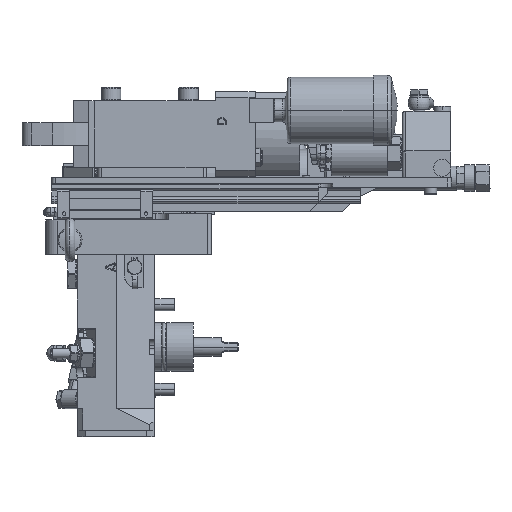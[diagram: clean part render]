
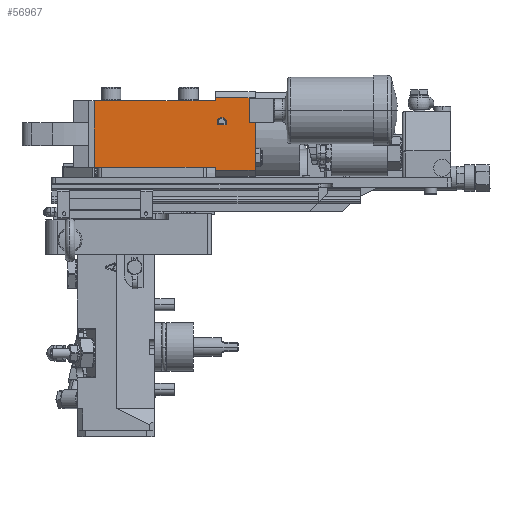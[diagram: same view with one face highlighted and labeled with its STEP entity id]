
A CAD part, front view. The second image highlights one B-rep face of the part: STEP entity #56967.
In plain terms, the highlighted planar face has unit normal (0, -1, 0).
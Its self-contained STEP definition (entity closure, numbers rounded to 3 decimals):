
#165=DIRECTION('',(0.,0.,1.));
#166=VECTOR('',#165,55.);
#167=CARTESIAN_POINT('',(-50.,-66.,148.5));
#168=LINE('',#167,#166);
#169=DIRECTION('',(1.,0.,0.));
#170=VECTOR('',#169,33.);
#171=CARTESIAN_POINT('',(50.,-66.,206.));
#172=LINE('',#171,#170);
#173=DIRECTION('',(0.,0.,1.));
#174=VECTOR('',#173,0.5);
#175=CARTESIAN_POINT('',(83.,-66.,205.5));
#176=LINE('',#175,#174);
#177=DIRECTION('',(0.,0.,1.));
#178=VECTOR('',#177,39.5);
#179=CARTESIAN_POINT('',(83.,-66.,146.));
#180=LINE('',#179,#178);
#181=DIRECTION('',(-1.,0.,0.));
#182=VECTOR('',#181,33.);
#183=CARTESIAN_POINT('',(83.,-66.,146.));
#184=LINE('',#183,#182);
#185=DIRECTION('',(0.,0.,-1.));
#186=VECTOR('',#185,3.5);
#187=CARTESIAN_POINT('',(52.,-66.,187.));
#188=LINE('',#187,#186);
#189=DIRECTION('',(1.,0.,0.));
#190=VECTOR('',#189,7.);
#191=CARTESIAN_POINT('',(52.,-66.,183.5));
#192=LINE('',#191,#190);
#193=DIRECTION('',(0.,0.,1.));
#194=VECTOR('',#193,3.5);
#195=CARTESIAN_POINT('',(59.,-66.,183.5));
#196=LINE('',#195,#194);
#197=DIRECTION('',(-0.2,0.,0.98));
#198=VECTOR('',#197,0.744);
#199=CARTESIAN_POINT('',(59.,-66.,187.));
#200=LINE('',#199,#198);
#201=DIRECTION('',(-0.455,0.,0.891));
#202=VECTOR('',#201,0.655);
#203=CARTESIAN_POINT('',(58.851,-66.,187.729));
#204=LINE('',#203,#202);
#205=DIRECTION('',(-0.715,0.,0.7));
#206=VECTOR('',#205,0.834);
#207=CARTESIAN_POINT('',(58.553,-66.,188.313));
#208=LINE('',#207,#206);
#209=DIRECTION('',(-0.898,0.,0.44));
#210=VECTOR('',#209,0.663);
#211=CARTESIAN_POINT('',(57.957,-66.,188.896));
#212=LINE('',#211,#210);
#213=DIRECTION('',(-0.981,0.,0.192));
#214=VECTOR('',#213,0.759);
#215=CARTESIAN_POINT('',(57.362,-66.,189.188));
#216=LINE('',#215,#214);
#217=DIRECTION('',(-1.,0.,0.));
#218=VECTOR('',#217,2.234);
#219=CARTESIAN_POINT('',(56.617,-66.,189.333));
#220=LINE('',#219,#218);
#221=DIRECTION('',(-0.981,0.,-0.192));
#222=VECTOR('',#221,0.759);
#223=CARTESIAN_POINT('',(54.383,-66.,189.333));
#224=LINE('',#223,#222);
#225=DIRECTION('',(-0.898,0.,-0.44));
#226=VECTOR('',#225,0.663);
#227=CARTESIAN_POINT('',(53.638,-66.,189.188));
#228=LINE('',#227,#226);
#229=DIRECTION('',(-0.715,0.,-0.7));
#230=VECTOR('',#229,0.834);
#231=CARTESIAN_POINT('',(53.043,-66.,188.896));
#232=LINE('',#231,#230);
#233=DIRECTION('',(-0.455,0.,-0.891));
#234=VECTOR('',#233,0.655);
#235=CARTESIAN_POINT('',(52.447,-66.,188.313));
#236=LINE('',#235,#234);
#237=DIRECTION('',(-0.2,0.,-0.98));
#238=VECTOR('',#237,0.744);
#239=CARTESIAN_POINT('',(52.149,-66.,187.729));
#240=LINE('',#239,#238);
#281=DIRECTION('',(1.,0.,0.));
#282=VECTOR('',#281,3.);
#283=CARTESIAN_POINT('',(-50.,-66.,148.5));
#284=LINE('',#283,#282);
#309=DIRECTION('',(-1.,0.,0.));
#310=VECTOR('',#309,90.);
#311=CARTESIAN_POINT('',(43.,-66.,148.5));
#312=LINE('',#311,#310);
#379=DIRECTION('',(1.,0.,0.));
#380=VECTOR('',#379,7.);
#381=CARTESIAN_POINT('',(43.,-66.,148.5));
#382=LINE('',#381,#380);
#395=DIRECTION('',(0.,0.,1.));
#396=VECTOR('',#395,2.5);
#397=CARTESIAN_POINT('',(50.,-66.,146.));
#398=LINE('',#397,#396);
#1219=DIRECTION('',(0.,0.,1.));
#1220=VECTOR('',#1219,20.);
#1221=CARTESIAN_POINT('',(83.,-66.,185.5));
#1222=LINE('',#1221,#1220);
#1999=DIRECTION('',(0.,0.,1.));
#2000=VECTOR('',#1999,2.5);
#2001=CARTESIAN_POINT('',(50.,-66.,203.5));
#2002=LINE('',#2001,#2000);
#8981=DIRECTION('',(1.,0.,0.));
#8982=VECTOR('',#8981,10.338);
#8983=CARTESIAN_POINT('',(-50.,-66.,203.5));
#8984=LINE('',#8983,#8982);
#9061=DIRECTION('',(1.,0.,0.));
#9062=VECTOR('',#9061,18.338);
#9063=CARTESIAN_POINT('',(31.662,-66.,203.5));
#9064=LINE('',#9063,#9062);
#9065=DIRECTION('',(1.,0.,0.));
#9066=VECTOR('',#9065,56.676);
#9067=CARTESIAN_POINT('',(-32.338,-66.,203.5));
#9068=LINE('',#9067,#9066);
#9107=DIRECTION('',(1.,0.,0.));
#9108=VECTOR('',#9107,7.324);
#9109=CARTESIAN_POINT('',(-39.662,-66.,203.5));
#9110=LINE('',#9109,#9108);
#12929=DIRECTION('',(1.,0.,0.));
#12930=VECTOR('',#12929,7.324);
#12931=CARTESIAN_POINT('',(24.338,-66.,203.5));
#12932=LINE('',#12931,#12930);
#53710=CARTESIAN_POINT('',(-50.,-66.,148.5));
#53712=VERTEX_POINT('',#53710);
#53722=CARTESIAN_POINT('',(-50.,-66.,203.5));
#53724=VERTEX_POINT('',#53722);
#53761=CARTESIAN_POINT('',(50.,-66.,203.5));
#53763=VERTEX_POINT('',#53761);
#53765=CARTESIAN_POINT('',(50.,-66.,148.5));
#53767=VERTEX_POINT('',#53765);
#53786=CARTESIAN_POINT('',(50.,-66.,146.));
#53788=VERTEX_POINT('',#53786);
#53789=CARTESIAN_POINT('',(83.,-66.,146.));
#53790=VERTEX_POINT('',#53789);
#53794=CARTESIAN_POINT('',(83.,-66.,206.));
#53796=VERTEX_POINT('',#53794);
#53797=CARTESIAN_POINT('',(50.,-66.,206.));
#53798=VERTEX_POINT('',#53797);
#54461=CARTESIAN_POINT('',(52.,-66.,187.));
#54462=CARTESIAN_POINT('',(52.,-66.,183.5));
#54463=VERTEX_POINT('',#54461);
#54464=VERTEX_POINT('',#54462);
#54465=CARTESIAN_POINT('',(59.,-66.,183.5));
#54466=VERTEX_POINT('',#54465);
#54467=CARTESIAN_POINT('',(59.,-66.,187.));
#54468=VERTEX_POINT('',#54467);
#54469=CARTESIAN_POINT('',(58.851,-66.,187.729));
#54470=VERTEX_POINT('',#54469);
#54471=CARTESIAN_POINT('',(58.553,-66.,188.313));
#54472=VERTEX_POINT('',#54471);
#54473=CARTESIAN_POINT('',(57.957,-66.,188.896));
#54474=VERTEX_POINT('',#54473);
#54475=CARTESIAN_POINT('',(57.362,-66.,189.188));
#54476=VERTEX_POINT('',#54475);
#54477=CARTESIAN_POINT('',(56.617,-66.,189.333));
#54478=VERTEX_POINT('',#54477);
#54479=CARTESIAN_POINT('',(54.383,-66.,189.333));
#54480=VERTEX_POINT('',#54479);
#54481=CARTESIAN_POINT('',(53.638,-66.,189.188));
#54482=VERTEX_POINT('',#54481);
#54483=CARTESIAN_POINT('',(53.043,-66.,188.896));
#54484=VERTEX_POINT('',#54483);
#54485=CARTESIAN_POINT('',(52.447,-66.,188.313));
#54486=VERTEX_POINT('',#54485);
#54487=CARTESIAN_POINT('',(52.149,-66.,187.729));
#54488=VERTEX_POINT('',#54487);
#54514=CARTESIAN_POINT('',(43.,-66.,148.5));
#54516=VERTEX_POINT('',#54514);
#54518=CARTESIAN_POINT('',(-47.,-66.,148.5));
#54520=VERTEX_POINT('',#54518);
#54567=CARTESIAN_POINT('',(-39.662,-66.,203.5));
#54568=CARTESIAN_POINT('',(-32.338,-66.,203.5));
#54569=VERTEX_POINT('',#54567);
#54570=VERTEX_POINT('',#54568);
#54583=CARTESIAN_POINT('',(24.338,-66.,203.5));
#54584=CARTESIAN_POINT('',(31.662,-66.,203.5));
#54585=VERTEX_POINT('',#54583);
#54586=VERTEX_POINT('',#54584);
#54675=CARTESIAN_POINT('',(83.,-66.,185.5));
#54676=CARTESIAN_POINT('',(83.,-66.,205.5));
#54677=VERTEX_POINT('',#54675);
#54678=VERTEX_POINT('',#54676);
#56899=CARTESIAN_POINT('',(42.,-66.,186.5));
#56900=DIRECTION('',(0.,1.,0.));
#56901=DIRECTION('',(0.,0.,1.));
#56902=AXIS2_PLACEMENT_3D('',#56899,#56900,#56901);
#56903=PLANE('',#56902);
#56905=ORIENTED_EDGE('',*,*,#56904,.F.);
#56907=ORIENTED_EDGE('',*,*,#56906,.T.);
#56909=ORIENTED_EDGE('',*,*,#56908,.T.);
#56911=ORIENTED_EDGE('',*,*,#56910,.T.);
#56913=ORIENTED_EDGE('',*,*,#56912,.T.);
#56915=ORIENTED_EDGE('',*,*,#56914,.T.);
#56917=ORIENTED_EDGE('',*,*,#56916,.T.);
#56919=ORIENTED_EDGE('',*,*,#56918,.T.);
#56921=ORIENTED_EDGE('',*,*,#56920,.T.);
#56923=ORIENTED_EDGE('',*,*,#56922,.F.);
#56925=ORIENTED_EDGE('',*,*,#56924,.F.);
#56927=ORIENTED_EDGE('',*,*,#56926,.F.);
#56929=ORIENTED_EDGE('',*,*,#56928,.T.);
#56931=ORIENTED_EDGE('',*,*,#56930,.T.);
#56933=ORIENTED_EDGE('',*,*,#56932,.F.);
#56935=ORIENTED_EDGE('',*,*,#56934,.T.);
#56936=EDGE_LOOP('',(#56905,#56907,#56909,#56911,#56913,#56915,#56917,#56919,
#56921,#56923,#56925,#56927,#56929,#56931,#56933,#56935));
#56937=FACE_OUTER_BOUND('',#56936,.F.);
#56938=ORIENTED_EDGE('',*,*,#56889,.T.);
#56940=ORIENTED_EDGE('',*,*,#56939,.T.);
#56942=ORIENTED_EDGE('',*,*,#56941,.T.);
#56944=ORIENTED_EDGE('',*,*,#56943,.T.);
#56946=ORIENTED_EDGE('',*,*,#56945,.T.);
#56948=ORIENTED_EDGE('',*,*,#56947,.T.);
#56950=ORIENTED_EDGE('',*,*,#56949,.T.);
#56952=ORIENTED_EDGE('',*,*,#56951,.T.);
#56954=ORIENTED_EDGE('',*,*,#56953,.T.);
#56956=ORIENTED_EDGE('',*,*,#56955,.T.);
#56958=ORIENTED_EDGE('',*,*,#56957,.T.);
#56960=ORIENTED_EDGE('',*,*,#56959,.T.);
#56962=ORIENTED_EDGE('',*,*,#56961,.T.);
#56964=ORIENTED_EDGE('',*,*,#56963,.T.);
#56965=EDGE_LOOP('',(#56938,#56940,#56942,#56944,#56946,#56948,#56950,#56952,
#56954,#56956,#56958,#56960,#56962,#56964));
#56966=FACE_BOUND('',#56965,.F.);
#56967=ADVANCED_FACE('',(#56937,#56966),#56903,.F.);
#56889=EDGE_CURVE('',#54463,#54464,#188,.T.);
#56904=EDGE_CURVE('',#53712,#54520,#284,.T.);
#56906=EDGE_CURVE('',#53712,#53724,#168,.T.);
#56908=EDGE_CURVE('',#53724,#54569,#8984,.T.);
#56910=EDGE_CURVE('',#54569,#54570,#9110,.T.);
#56912=EDGE_CURVE('',#54570,#54585,#9068,.T.);
#56914=EDGE_CURVE('',#54585,#54586,#12932,.T.);
#56916=EDGE_CURVE('',#54586,#53763,#9064,.T.);
#56918=EDGE_CURVE('',#53763,#53798,#2002,.T.);
#56920=EDGE_CURVE('',#53798,#53796,#172,.T.);
#56922=EDGE_CURVE('',#54678,#53796,#176,.T.);
#56924=EDGE_CURVE('',#54677,#54678,#1222,.T.);
#56926=EDGE_CURVE('',#53790,#54677,#180,.T.);
#56928=EDGE_CURVE('',#53790,#53788,#184,.T.);
#56930=EDGE_CURVE('',#53788,#53767,#398,.T.);
#56932=EDGE_CURVE('',#54516,#53767,#382,.T.);
#56934=EDGE_CURVE('',#54516,#54520,#312,.T.);
#56939=EDGE_CURVE('',#54464,#54466,#192,.T.);
#56941=EDGE_CURVE('',#54466,#54468,#196,.T.);
#56943=EDGE_CURVE('',#54468,#54470,#200,.T.);
#56945=EDGE_CURVE('',#54470,#54472,#204,.T.);
#56947=EDGE_CURVE('',#54472,#54474,#208,.T.);
#56949=EDGE_CURVE('',#54474,#54476,#212,.T.);
#56951=EDGE_CURVE('',#54476,#54478,#216,.T.);
#56953=EDGE_CURVE('',#54478,#54480,#220,.T.);
#56955=EDGE_CURVE('',#54480,#54482,#224,.T.);
#56957=EDGE_CURVE('',#54482,#54484,#228,.T.);
#56959=EDGE_CURVE('',#54484,#54486,#232,.T.);
#56961=EDGE_CURVE('',#54486,#54488,#236,.T.);
#56963=EDGE_CURVE('',#54488,#54463,#240,.T.);
